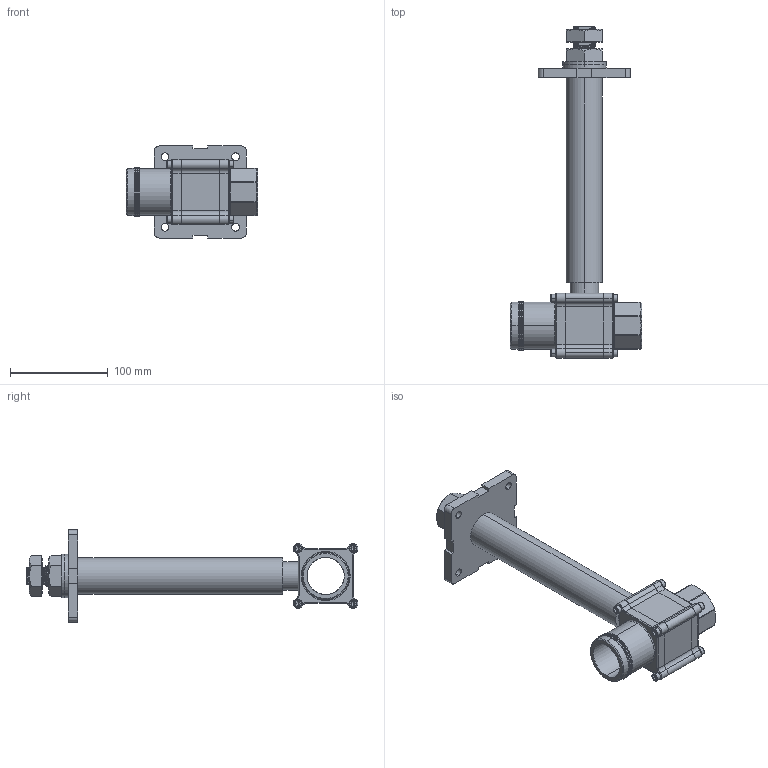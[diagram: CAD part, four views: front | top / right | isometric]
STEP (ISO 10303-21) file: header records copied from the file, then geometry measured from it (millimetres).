
FILE_DESCRIPTION (( 'STEP AP214' ), '1' );
FILE_NAME ('VCI-CRY-201H-900-1.5-NPT-BW_BS.STEP', '2025-06-08T16:42:14', ( '' ), ( '' ), 'SwSTEP 2.0', 'SolidWorks 2025', '' );
FILE_SCHEMA (( 'AUTOMOTIVE_DESIGN' ));
Length unit declared in the file: millimetre
Products named in the file (5): heavy hex jam nut_ai_HHJNUT 0.8750-14-B-N; VCI-CRY-201H-900-1.5-NPT-BW; socket head cap screw_ai_HX-SHCS 0.19-32x0.25x0.25-N; VCI-CRY-201H-900-1.5-NPT-BW_BS; flat washer type a narrow_ai_Preferred Narrow FW 0.875
Assembly tree (13 placements, depth 2):
  VCI-CRY-201H-900-1.5-NPT-BW_BS
    VCI-CRY-201H-900-1.5-NPT-BW
    flat washer type a narrow_ai_Preferred Narrow FW 0.875  x2
    heavy hex jam nut_ai_HHJNUT 0.8750-14-B-N  x2
    socket head cap screw_ai_HX-SHCS 0.19-32x0.25x0.25-N  x8
Bounding box: 134.1 x 339 x 94 mm (x, y, z)
Volume: 548916.1 mm3; surface area: 127971.7 mm2
Topology: 15 solids, 15 shells, 655 faces, 1609 edges, 997 vertices
Faces by surface type: cylinder 233, plane 224, cone 72, bspline 72, torus 54
Entity records: 79149 total; most frequent: CARTESIAN_POINT 69121, ORIENTED_EDGE 2250, DIRECTION 1895, EDGE_CURVE 1125, AXIS2_PLACEMENT_3D 741, VERTEX_POINT 722, EDGE_LOOP 487, FACE_OUTER_BOUND 430
